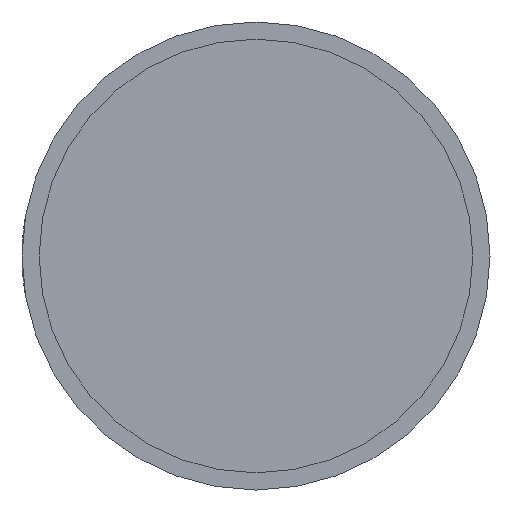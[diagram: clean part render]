
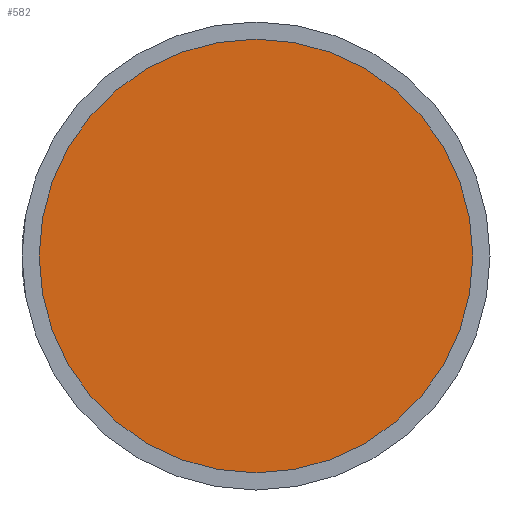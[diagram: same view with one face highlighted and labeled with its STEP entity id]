
A CAD part, front view. The second image highlights one B-rep face of the part: STEP entity #582.
In plain terms, the highlighted planar face has unit normal (0, -1, 0).
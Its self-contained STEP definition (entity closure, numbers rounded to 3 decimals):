
#55=CARTESIAN_POINT('',(0.,0.,0.));
#56=DIRECTION('',(0.,1.,0.));
#57=DIRECTION('',(1.,0.,0.));
#58=AXIS2_PLACEMENT_3D('',#55,#56,#57);
#63=CARTESIAN_POINT('',(0.,0.,0.));
#64=DIRECTION('',(0.,-1.,0.));
#65=DIRECTION('',(1.,0.,0.));
#66=AXIS2_PLACEMENT_3D('',#63,#64,#65);
#527=CARTESIAN_POINT('',(13.9,0.,0.));
#529=VERTEX_POINT('',#527);
#535=CARTESIAN_POINT('',(-13.9,0.,0.));
#537=VERTEX_POINT('',#535);
#571=CARTESIAN_POINT('',(0.,0.,0.));
#572=DIRECTION('',(0.,-1.,0.));
#573=DIRECTION('',(-1.,0.,0.));
#574=AXIS2_PLACEMENT_3D('',#571,#572,#573);
#575=PLANE('',#574);
#577=ORIENTED_EDGE('',*,*,#576,.T.);
#579=ORIENTED_EDGE('',*,*,#578,.F.);
#580=EDGE_LOOP('',(#577,#579));
#581=FACE_OUTER_BOUND('',#580,.F.);
#582=ADVANCED_FACE('',(#581),#575,.T.);
#59=CIRCLE('',#58,13.9);
#67=CIRCLE('',#66,13.9);
#576=EDGE_CURVE('',#529,#537,#59,.T.);
#578=EDGE_CURVE('',#529,#537,#67,.T.);
